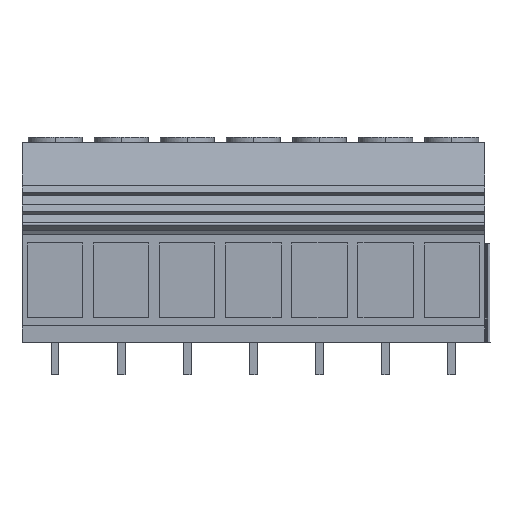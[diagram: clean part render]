
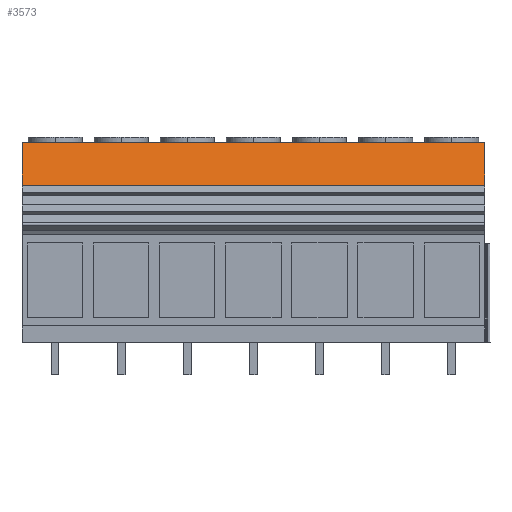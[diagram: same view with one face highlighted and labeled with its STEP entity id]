
A CAD part, front view. The second image highlights one B-rep face of the part: STEP entity #3573.
In plain terms, the highlighted planar face has unit normal (0, -0.966, 0.259).
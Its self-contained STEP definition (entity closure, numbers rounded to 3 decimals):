
#3553=AXIS2_PLACEMENT_3D('Plane Axis2P3D',#3550,#3551,#3552) ;
#828=CARTESIAN_POINT('Vertex',(0.,6.947,28.966)) ;
#831=CARTESIAN_POINT('Line Origine',(0.,7.853,32.346)) ;
#835=CARTESIAN_POINT('Vertex',(0.,8.758,35.725)) ;
#3535=CARTESIAN_POINT('Vertex',(71.12,6.947,28.966)) ;
#3538=CARTESIAN_POINT('Line Origine',(35.56,6.947,28.966)) ;
#3550=CARTESIAN_POINT('Axis2P3D Location',(30.48,6.947,28.966)) ;
#3555=CARTESIAN_POINT('Line Origine',(71.12,7.853,32.346)) ;
#3559=CARTESIAN_POINT('Vertex',(71.12,8.758,35.725)) ;
#3562=CARTESIAN_POINT('Line Origine',(35.56,8.758,35.725)) ;
#832=DIRECTION('Vector Direction',(0.,0.259,0.966)) ;
#3539=DIRECTION('Vector Direction',(1.,0.,0.)) ;
#3551=DIRECTION('Axis2P3D Direction',(0.,0.966,-0.259)) ;
#3552=DIRECTION('Axis2P3D XDirection',(0.,0.259,0.966)) ;
#3556=DIRECTION('Vector Direction',(0.,0.259,0.966)) ;
#3563=DIRECTION('Vector Direction',(1.,0.,0.)) ;
#833=VECTOR('Line Direction',#832,1.) ;
#3540=VECTOR('Line Direction',#3539,1.) ;
#3557=VECTOR('Line Direction',#3556,1.) ;
#3564=VECTOR('Line Direction',#3563,1.) ;
#3568=ORIENTED_EDGE('',*,*,#3542,.T.) ;
#3569=ORIENTED_EDGE('',*,*,#3561,.T.) ;
#3570=ORIENTED_EDGE('',*,*,#3566,.F.) ;
#3571=ORIENTED_EDGE('',*,*,#837,.F.) ;
#3573=ADVANCED_FACE('HOUSING',(#3572),#3554,.F.) ;
#837=EDGE_CURVE('',#829,#836,#834,.T.) ;
#3542=EDGE_CURVE('',#829,#3536,#3541,.T.) ;
#3561=EDGE_CURVE('',#3536,#3560,#3558,.T.) ;
#3566=EDGE_CURVE('',#836,#3560,#3565,.T.) ;
#3567=EDGE_LOOP('',(#3568,#3569,#3570,#3571)) ;
#3572=FACE_OUTER_BOUND('',#3567,.T.) ;
#834=LINE('Line',#831,#833) ;
#3541=LINE('Line',#3538,#3540) ;
#3558=LINE('Line',#3555,#3557) ;
#3565=LINE('Line',#3562,#3564) ;
#3554=PLANE('',#3553) ;
#829=VERTEX_POINT('',#828) ;
#836=VERTEX_POINT('',#835) ;
#3536=VERTEX_POINT('',#3535) ;
#3560=VERTEX_POINT('',#3559) ;
